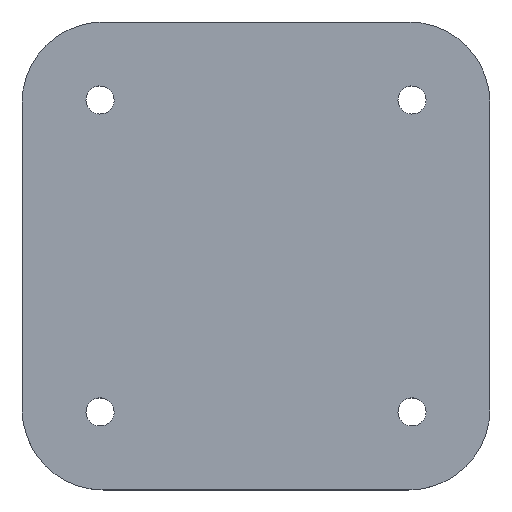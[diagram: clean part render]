
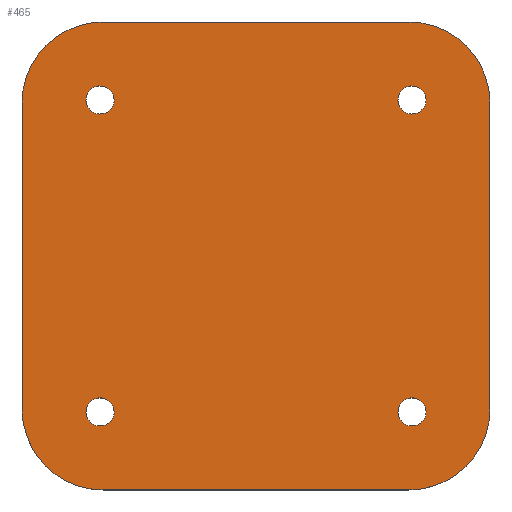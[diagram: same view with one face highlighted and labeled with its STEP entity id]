
A CAD part, top view. The second image highlights one B-rep face of the part: STEP entity #465.
In plain terms, the highlighted free-form (B-spline) face has degree [1, 1] with [2, 2] control points.
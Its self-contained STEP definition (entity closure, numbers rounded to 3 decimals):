
#31 = VERTEX_POINT('',#32);
#32 = CARTESIAN_POINT('',(-20.534,39.489,
    32.644));
#37 = EDGE_CURVE('',#31,#38,#40,.T.);
#38 = VERTEX_POINT('',#39);
#39 = CARTESIAN_POINT('',(31.065,39.489,
    32.644));
#40 = B_SPLINE_CURVE_WITH_KNOTS('',1,(#41,#42),.UNSPECIFIED.,.F.,.F.,(2,
    2),(-24.5,24.5),.PIECEWISE_BEZIER_KNOTS.);
#41 = CARTESIAN_POINT('',(-20.534,39.489,
    32.644));
#42 = CARTESIAN_POINT('',(31.065,39.489,
    32.644));
#66 = VERTEX_POINT('',#67);
#67 = CARTESIAN_POINT('',(-34.224,25.8,
    32.644));
#72 = EDGE_CURVE('',#31,#66,#73,.T.);
#73 = ( BOUNDED_CURVE() B_SPLINE_CURVE(2,(#74,#75,#76),.UNSPECIFIED.,.F.
,.F.) B_SPLINE_CURVE_WITH_KNOTS((3,3),(1.571,3.142),
.PIECEWISE_BEZIER_KNOTS.) CURVE() GEOMETRIC_REPRESENTATION_ITEM() 
RATIONAL_B_SPLINE_CURVE((1.,0.707,1.)) REPRESENTATION_ITEM('') 
  );
#74 = CARTESIAN_POINT('',(-20.534,39.489,
    32.644));
#75 = CARTESIAN_POINT('',(-34.224,39.489,
    32.644));
#76 = CARTESIAN_POINT('',(-34.224,25.8,
    32.644));
#97 = VERTEX_POINT('',#98);
#98 = CARTESIAN_POINT('',(-34.224,-25.8,
    32.644));
#103 = EDGE_CURVE('',#66,#97,#104,.T.);
#104 = B_SPLINE_CURVE_WITH_KNOTS('',1,(#105,#106),.UNSPECIFIED.,.F.,.F.,
  (2,2),(-24.5,24.5),.PIECEWISE_BEZIER_KNOTS.);
#105 = CARTESIAN_POINT('',(-34.224,25.8,
    32.644));
#106 = CARTESIAN_POINT('',(-34.224,-25.8,
    32.644));
#126 = VERTEX_POINT('',#127);
#127 = CARTESIAN_POINT('',(-20.534,-39.489,
    32.644));
#132 = EDGE_CURVE('',#97,#126,#133,.T.);
#133 = ( BOUNDED_CURVE() B_SPLINE_CURVE(2,(#134,#135,#136),
.UNSPECIFIED.,.F.,.F.) B_SPLINE_CURVE_WITH_KNOTS((3,3),(3.142,
4.712),.PIECEWISE_BEZIER_KNOTS.) CURVE() 
GEOMETRIC_REPRESENTATION_ITEM() RATIONAL_B_SPLINE_CURVE((1.,
0.707,1.)) REPRESENTATION_ITEM('') );
#134 = CARTESIAN_POINT('',(-34.224,-25.8,
    32.644));
#135 = CARTESIAN_POINT('',(-34.224,-39.489,
    32.644));
#136 = CARTESIAN_POINT('',(-20.534,-39.489,
    32.644));
#157 = VERTEX_POINT('',#158);
#158 = CARTESIAN_POINT('',(31.065,-39.489,
    32.644));
#163 = EDGE_CURVE('',#126,#157,#164,.T.);
#164 = B_SPLINE_CURVE_WITH_KNOTS('',1,(#165,#166),.UNSPECIFIED.,.F.,.F.,
  (2,2),(-24.5,24.5),.PIECEWISE_BEZIER_KNOTS.);
#165 = CARTESIAN_POINT('',(-20.534,-39.489,
    32.644));
#166 = CARTESIAN_POINT('',(31.065,-39.489,
    32.644));
#186 = VERTEX_POINT('',#187);
#187 = CARTESIAN_POINT('',(44.754,-25.8,
    32.644));
#192 = EDGE_CURVE('',#157,#186,#193,.T.);
#193 = ( BOUNDED_CURVE() B_SPLINE_CURVE(2,(#194,#195,#196),
.UNSPECIFIED.,.F.,.F.) B_SPLINE_CURVE_WITH_KNOTS((3,3),(4.712,
6.283),.PIECEWISE_BEZIER_KNOTS.) CURVE() 
GEOMETRIC_REPRESENTATION_ITEM() RATIONAL_B_SPLINE_CURVE((1.,
0.707,1.)) REPRESENTATION_ITEM('') );
#194 = CARTESIAN_POINT('',(31.065,-39.489,
    32.644));
#195 = CARTESIAN_POINT('',(44.754,-39.489,
    32.644));
#196 = CARTESIAN_POINT('',(44.754,-25.8,
    32.644));
#217 = VERTEX_POINT('',#218);
#218 = CARTESIAN_POINT('',(44.754,25.8,
    32.644));
#223 = EDGE_CURVE('',#217,#186,#224,.T.);
#224 = B_SPLINE_CURVE_WITH_KNOTS('',1,(#225,#226),.UNSPECIFIED.,.F.,.F.,
  (2,2),(-24.5,24.5),.PIECEWISE_BEZIER_KNOTS.);
#225 = CARTESIAN_POINT('',(44.754,25.8,
    32.644));
#226 = CARTESIAN_POINT('',(44.754,-25.8,
    32.644));
#244 = EDGE_CURVE('',#217,#38,#245,.T.);
#245 = ( BOUNDED_CURVE() B_SPLINE_CURVE(2,(#246,#247,#248),
.UNSPECIFIED.,.F.,.F.) B_SPLINE_CURVE_WITH_KNOTS((3,3),(0.,
1.571),.PIECEWISE_BEZIER_KNOTS.) CURVE() 
GEOMETRIC_REPRESENTATION_ITEM() RATIONAL_B_SPLINE_CURVE((1.,
0.707,1.)) REPRESENTATION_ITEM('') );
#246 = CARTESIAN_POINT('',(44.754,25.8,
    32.644));
#247 = CARTESIAN_POINT('',(44.754,39.489,
    32.644));
#248 = CARTESIAN_POINT('',(31.065,39.489,
    32.644));
#261 = EDGE_CURVE('',#262,#262,#264,.T.);
#262 = VERTEX_POINT('',#263);
#263 = CARTESIAN_POINT('',(-18.691,-26.326,
    32.644));
#264 = ( BOUNDED_CURVE() B_SPLINE_CURVE(2,(#265,#266,#267,#268,#269,#270
,#271),.UNSPECIFIED.,.T.,.F.) B_SPLINE_CURVE_WITH_KNOTS((1,2,2,2,2,1),(
    -2.094,0.,2.094,4.189,6.283,
8.378),.UNSPECIFIED.) CURVE() GEOMETRIC_REPRESENTATION_ITEM() 
RATIONAL_B_SPLINE_CURVE((1.,0.5,1.,0.5,1.,0.5,1.)) REPRESENTATION_ITEM(
  '') );
#265 = CARTESIAN_POINT('',(-18.691,-26.326,
    32.644));
#266 = CARTESIAN_POINT('',(-18.691,-22.222,
    32.644));
#267 = CARTESIAN_POINT('',(-22.245,-24.274,
    32.644));
#268 = CARTESIAN_POINT('',(-25.8,-26.326,
    32.644));
#269 = CARTESIAN_POINT('',(-22.245,-28.378,
    32.644));
#270 = CARTESIAN_POINT('',(-18.691,-30.43,
    32.644));
#271 = CARTESIAN_POINT('',(-18.691,-26.326,
    32.644));
#313 = EDGE_CURVE('',#314,#314,#316,.T.);
#314 = VERTEX_POINT('',#315);
#315 = CARTESIAN_POINT('',(33.961,-26.326,
    32.644));
#316 = ( BOUNDED_CURVE() B_SPLINE_CURVE(2,(#317,#318,#319,#320,#321,#322
,#323),.UNSPECIFIED.,.T.,.F.) B_SPLINE_CURVE_WITH_KNOTS((1,2,2,2,2,1),(
    -2.094,0.,2.094,4.189,6.283,
8.378),.UNSPECIFIED.) CURVE() GEOMETRIC_REPRESENTATION_ITEM() 
RATIONAL_B_SPLINE_CURVE((1.,0.5,1.,0.5,1.,0.5,1.)) REPRESENTATION_ITEM(
  '') );
#317 = CARTESIAN_POINT('',(33.961,-26.326,
    32.644));
#318 = CARTESIAN_POINT('',(33.961,-22.222,
    32.644));
#319 = CARTESIAN_POINT('',(30.407,-24.274,
    32.644));
#320 = CARTESIAN_POINT('',(26.853,-26.326,
    32.644));
#321 = CARTESIAN_POINT('',(30.407,-28.378,
    32.644));
#322 = CARTESIAN_POINT('',(33.961,-30.43,
    32.644));
#323 = CARTESIAN_POINT('',(33.961,-26.326,
    32.644));
#365 = EDGE_CURVE('',#366,#366,#368,.T.);
#366 = VERTEX_POINT('',#367);
#367 = CARTESIAN_POINT('',(33.961,26.326,
    32.644));
#368 = ( BOUNDED_CURVE() B_SPLINE_CURVE(2,(#369,#370,#371,#372,#373,#374
,#375),.UNSPECIFIED.,.T.,.F.) B_SPLINE_CURVE_WITH_KNOTS((1,2,2,2,2,1),(
    -2.094,0.,2.094,4.189,6.283,
8.378),.UNSPECIFIED.) CURVE() GEOMETRIC_REPRESENTATION_ITEM() 
RATIONAL_B_SPLINE_CURVE((1.,0.5,1.,0.5,1.,0.5,1.)) REPRESENTATION_ITEM(
  '') );
#369 = CARTESIAN_POINT('',(33.961,26.326,
    32.644));
#370 = CARTESIAN_POINT('',(33.961,30.43,
    32.644));
#371 = CARTESIAN_POINT('',(30.407,28.378,
    32.644));
#372 = CARTESIAN_POINT('',(26.853,26.326,
    32.644));
#373 = CARTESIAN_POINT('',(30.407,24.274,
    32.644));
#374 = CARTESIAN_POINT('',(33.961,22.222,
    32.644));
#375 = CARTESIAN_POINT('',(33.961,26.326,
    32.644));
#417 = EDGE_CURVE('',#418,#418,#420,.T.);
#418 = VERTEX_POINT('',#419);
#419 = CARTESIAN_POINT('',(-18.691,26.326,
    32.644));
#420 = ( BOUNDED_CURVE() B_SPLINE_CURVE(2,(#421,#422,#423,#424,#425,#426
,#427),.UNSPECIFIED.,.T.,.F.) B_SPLINE_CURVE_WITH_KNOTS((1,2,2,2,2,1),(
    -2.094,0.,2.094,4.189,6.283,
8.378),.UNSPECIFIED.) CURVE() GEOMETRIC_REPRESENTATION_ITEM() 
RATIONAL_B_SPLINE_CURVE((1.,0.5,1.,0.5,1.,0.5,1.)) REPRESENTATION_ITEM(
  '') );
#421 = CARTESIAN_POINT('',(-18.691,26.326,
    32.644));
#422 = CARTESIAN_POINT('',(-18.691,30.43,
    32.644));
#423 = CARTESIAN_POINT('',(-22.245,28.378,
    32.644));
#424 = CARTESIAN_POINT('',(-25.8,26.326,
    32.644));
#425 = CARTESIAN_POINT('',(-22.245,24.274,
    32.644));
#426 = CARTESIAN_POINT('',(-18.691,22.222,
    32.644));
#427 = CARTESIAN_POINT('',(-18.691,26.326,
    32.644));
#465 = ADVANCED_FACE('',(#466,#469,#472,#475,#485),#488,.T.);
#466 = FACE_BOUND('',#467,.T.);
#467 = EDGE_LOOP('',(#468));
#468 = ORIENTED_EDGE('',*,*,#365,.F.);
#469 = FACE_BOUND('',#470,.T.);
#470 = EDGE_LOOP('',(#471));
#471 = ORIENTED_EDGE('',*,*,#313,.F.);
#472 = FACE_BOUND('',#473,.T.);
#473 = EDGE_LOOP('',(#474));
#474 = ORIENTED_EDGE('',*,*,#261,.F.);
#475 = FACE_BOUND('',#476,.T.);
#476 = EDGE_LOOP('',(#477,#478,#479,#480,#481,#482,#483,#484));
#477 = ORIENTED_EDGE('',*,*,#37,.F.);
#478 = ORIENTED_EDGE('',*,*,#72,.T.);
#479 = ORIENTED_EDGE('',*,*,#103,.T.);
#480 = ORIENTED_EDGE('',*,*,#132,.T.);
#481 = ORIENTED_EDGE('',*,*,#163,.T.);
#482 = ORIENTED_EDGE('',*,*,#192,.T.);
#483 = ORIENTED_EDGE('',*,*,#223,.F.);
#484 = ORIENTED_EDGE('',*,*,#244,.T.);
#485 = FACE_BOUND('',#486,.T.);
#486 = EDGE_LOOP('',(#487));
#487 = ORIENTED_EDGE('',*,*,#417,.F.);
#488 = B_SPLINE_SURFACE_WITH_KNOTS('',1,1,(
    (#489,#490)
    ,(#491,#492
    )),.UNSPECIFIED.,.F.,.F.,.F.,(2,2),(2,2),(-50.577,
    24.423),(-37.5,37.5),.PIECEWISE_BEZIER_KNOTS.);
#489 = CARTESIAN_POINT('',(-34.224,-39.489,
    32.644));
#490 = CARTESIAN_POINT('',(-34.224,39.489,
    32.644));
#491 = CARTESIAN_POINT('',(44.754,-39.489,
    32.644));
#492 = CARTESIAN_POINT('',(44.754,39.489,
    32.644));
